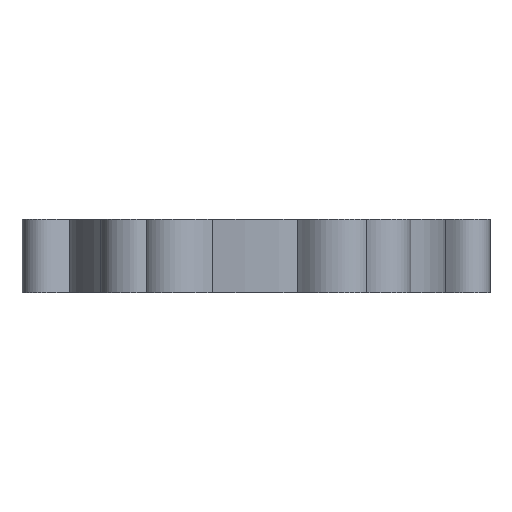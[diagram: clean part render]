
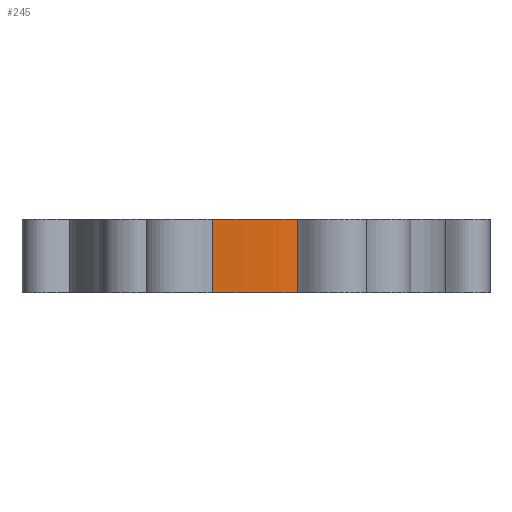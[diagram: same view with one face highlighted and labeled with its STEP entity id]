
A CAD part, front view. The second image highlights one B-rep face of the part: STEP entity #245.
In plain terms, the highlighted free-form (B-spline) face has degree [3, 1] with [13, 2] control points.
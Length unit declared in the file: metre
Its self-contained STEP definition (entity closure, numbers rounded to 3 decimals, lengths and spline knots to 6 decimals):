
#17=LINE('',#353,#28);
#27=LINE('',#1836,#38);
#28=VECTOR('',#269,1.);
#38=VECTOR('',#285,1.);
#79=ORIENTED_EDGE('',*,*,#140,.F.);
#80=ORIENTED_EDGE('',*,*,#139,.F.);
#81=ORIENTED_EDGE('',*,*,#141,.T.);
#82=ORIENTED_EDGE('',*,*,#110,.T.);
#110=EDGE_CURVE('',#146,#144,#17,.T.);
#139=EDGE_CURVE('',#165,#164,#27,.T.);
#140=EDGE_CURVE('',#164,#144,#186,.T.);
#141=EDGE_CURVE('',#165,#146,#187,.T.);
#144=VERTEX_POINT('',#351);
#146=VERTEX_POINT('',#354);
#164=VERTEX_POINT('',#1801);
#165=VERTEX_POINT('',#1835);
#186=B_SPLINE_CURVE_WITH_KNOTS('',3,(#1863,#1864,#1865,#1866,#1867,#1868,
#1869,#1870,#1871,#1872,#1873,#1874,#1875,#1876,#1877,#1878,#1879,#1880,
#1881,#1882,#1883,#1884,#1885),.UNSPECIFIED.,.F.,.F.,(4,1,1,1,1,1,1,1,1,
1,1,1,1,1,1,1,1,1,1,1,4),(0.951905,0.953266,0.953947,
0.954627,0.955989,0.95735,0.960073,
0.962795,0.965518,0.96824,0.970963,
0.972324,0.973685,0.976408,0.97913,
0.981853,0.984575,0.987298,0.99002,
0.992743,0.995466),.UNSPECIFIED.);
#187=B_SPLINE_CURVE_WITH_KNOTS('',3,(#1886,#1887,#1888,#1889,#1890,#1891,
#1892,#1893,#1894,#1895,#1896,#1897,#1898,#1899,#1900,#1901,#1902,#1903,
#1904,#1905,#1906,#1907,#1908),.UNSPECIFIED.,.F.,.F.,(4,1,1,1,1,1,1,1,1,
1,1,1,1,1,1,1,1,1,1,1,4),(0.951905,0.953266,0.953947,
0.954627,0.955989,0.95735,0.960073,
0.962795,0.965518,0.96824,0.970963,
0.972324,0.973685,0.976408,0.97913,
0.981853,0.984575,0.987298,0.99002,
0.992743,0.995466),.UNSPECIFIED.);
#200=EDGE_LOOP('',(#79,#80,#81,#82));
#217=FACE_BOUND('',#200,.T.);
#233=B_SPLINE_SURFACE_WITH_KNOTS('',3,1,((#1837,#1838),(#1839,#1840),(#1841,
#1842),(#1843,#1844),(#1845,#1846),(#1847,#1848),(#1849,#1850),(#1851,#1852),
(#1853,#1854),(#1855,#1856),(#1857,#1858),(#1859,#1860),(#1861,#1862)),
 .SURF_OF_LINEAR_EXTRUSION.,.F.,.F.,.F.,(4,1,1,1,1,1,1,1,1,1,4),(2,2),(0.951905,
0.954627,0.95735,0.960073,0.962795,
0.96824,0.973685,0.97913,0.984575,
0.99002,0.995466),(0.,1.),.UNSPECIFIED.);
#245=ADVANCED_FACE('',(#217),#233,.T.);
#269=DIRECTION('',(0.,0.,-1.));
#285=DIRECTION('',(0.,0.,-1.));
#351=CARTESIAN_POINT('',(-0.004444,-0.042844,0.));
#353=CARTESIAN_POINT('',(-0.004444,-0.042844,0.0127));
#354=CARTESIAN_POINT('',(-0.004444,-0.042844,0.0127));
#1801=CARTESIAN_POINT('',(0.010332,-0.042666,0.));
#1835=CARTESIAN_POINT('',(0.010332,-0.042666,0.0127));
#1836=CARTESIAN_POINT('',(0.010332,-0.042666,0.0127));
#1837=CARTESIAN_POINT('',(0.010332,-0.042666,0.0127));
#1838=CARTESIAN_POINT('',(0.010332,-0.042666,0.));
#1839=CARTESIAN_POINT('',(0.010099,-0.042714,0.0127));
#1840=CARTESIAN_POINT('',(0.010099,-0.042714,0.));
#1841=CARTESIAN_POINT('',(0.009496,-0.042847,0.0127));
#1842=CARTESIAN_POINT('',(0.009496,-0.042847,0.));
#1843=CARTESIAN_POINT('',(0.008538,-0.042995,0.0127));
#1844=CARTESIAN_POINT('',(0.008538,-0.042995,0.));
#1845=CARTESIAN_POINT('',(0.007585,-0.043093,0.0127));
#1846=CARTESIAN_POINT('',(0.007585,-0.043093,0.));
#1847=CARTESIAN_POINT('',(0.006312,-0.043168,0.0127));
#1848=CARTESIAN_POINT('',(0.006312,-0.043168,0.));
#1849=CARTESIAN_POINT('',(0.00478,-0.043169,0.0127));
#1850=CARTESIAN_POINT('',(0.00478,-0.043169,0.));
#1851=CARTESIAN_POINT('',(0.003008,-0.043174,0.0127));
#1852=CARTESIAN_POINT('',(0.003008,-0.043174,0.));
#1853=CARTESIAN_POINT('',(0.001036,-0.04322,0.0127));
#1854=CARTESIAN_POINT('',(0.001036,-0.04322,0.));
#1855=CARTESIAN_POINT('',(-0.001123,-0.043161,0.0127));
#1856=CARTESIAN_POINT('',(-0.001123,-0.043161,0.));
#1857=CARTESIAN_POINT('',(-0.003052,-0.043027,0.0127));
#1858=CARTESIAN_POINT('',(-0.003052,-0.043027,0.));
#1859=CARTESIAN_POINT('',(-0.003997,-0.042929,0.0127));
#1860=CARTESIAN_POINT('',(-0.003997,-0.042929,0.));
#1861=CARTESIAN_POINT('',(-0.004444,-0.042844,0.0127));
#1862=CARTESIAN_POINT('',(-0.004444,-0.042844,0.));
#1863=CARTESIAN_POINT('',(0.010332,-0.042666,0.));
#1864=CARTESIAN_POINT('',(0.010215,-0.04269,0.));
#1865=CARTESIAN_POINT('',(0.010017,-0.042732,0.));
#1866=CARTESIAN_POINT('',(0.009723,-0.042793,0.));
#1867=CARTESIAN_POINT('',(0.009409,-0.042854,0.));
#1868=CARTESIAN_POINT('',(0.009015,-0.042921,0.));
#1869=CARTESIAN_POINT('',(0.00838,-0.043011,0.));
#1870=CARTESIAN_POINT('',(0.007584,-0.043093,0.));
#1871=CARTESIAN_POINT('',(0.006631,-0.043149,0.));
#1872=CARTESIAN_POINT('',(0.005699,-0.043169,0.));
#1873=CARTESIAN_POINT('',(0.00479,-0.04317,0.));
#1874=CARTESIAN_POINT('',(0.004042,-0.043169,0.));
#1875=CARTESIAN_POINT('',(0.003441,-0.043174,0.));
#1876=CARTESIAN_POINT('',(0.002822,-0.043183,0.));
#1877=CARTESIAN_POINT('',(0.00202,-0.043197,0.));
#1878=CARTESIAN_POINT('',(0.001013,-0.043207,0.));
#1879=CARTESIAN_POINT('',(-0.000043,-0.043192,0.));
#1880=CARTESIAN_POINT('',(-0.001093,-0.043152,0.));
#1881=CARTESIAN_POINT('',(-0.002092,-0.043094,0.));
#1882=CARTESIAN_POINT('',(-0.002987,-0.043026,0.));
#1883=CARTESIAN_POINT('',(-0.003759,-0.042952,0.));
#1884=CARTESIAN_POINT('',(-0.004221,-0.042886,0.));
#1885=CARTESIAN_POINT('',(-0.004444,-0.042844,0.));
#1886=CARTESIAN_POINT('',(0.010332,-0.042666,0.0127));
#1887=CARTESIAN_POINT('',(0.010215,-0.04269,0.0127));
#1888=CARTESIAN_POINT('',(0.010017,-0.042732,0.0127));
#1889=CARTESIAN_POINT('',(0.009723,-0.042793,0.0127));
#1890=CARTESIAN_POINT('',(0.009409,-0.042854,0.0127));
#1891=CARTESIAN_POINT('',(0.009015,-0.042921,0.0127));
#1892=CARTESIAN_POINT('',(0.00838,-0.043011,0.0127));
#1893=CARTESIAN_POINT('',(0.007584,-0.043093,0.0127));
#1894=CARTESIAN_POINT('',(0.006631,-0.043149,0.0127));
#1895=CARTESIAN_POINT('',(0.005699,-0.043169,0.0127));
#1896=CARTESIAN_POINT('',(0.00479,-0.04317,0.0127));
#1897=CARTESIAN_POINT('',(0.004042,-0.043169,0.0127));
#1898=CARTESIAN_POINT('',(0.003441,-0.043174,0.0127));
#1899=CARTESIAN_POINT('',(0.002822,-0.043183,0.0127));
#1900=CARTESIAN_POINT('',(0.00202,-0.043197,0.0127));
#1901=CARTESIAN_POINT('',(0.001013,-0.043207,0.0127));
#1902=CARTESIAN_POINT('',(-0.000043,-0.043192,0.0127));
#1903=CARTESIAN_POINT('',(-0.001093,-0.043152,0.0127));
#1904=CARTESIAN_POINT('',(-0.002092,-0.043094,0.0127));
#1905=CARTESIAN_POINT('',(-0.002987,-0.043026,0.0127));
#1906=CARTESIAN_POINT('',(-0.003759,-0.042952,0.0127));
#1907=CARTESIAN_POINT('',(-0.004221,-0.042886,0.0127));
#1908=CARTESIAN_POINT('',(-0.004444,-0.042844,0.0127));
